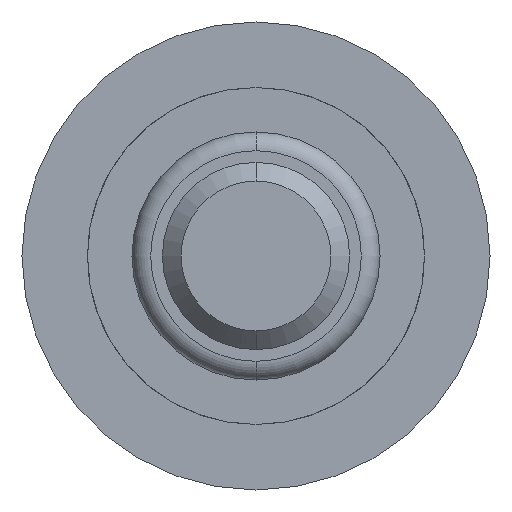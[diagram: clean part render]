
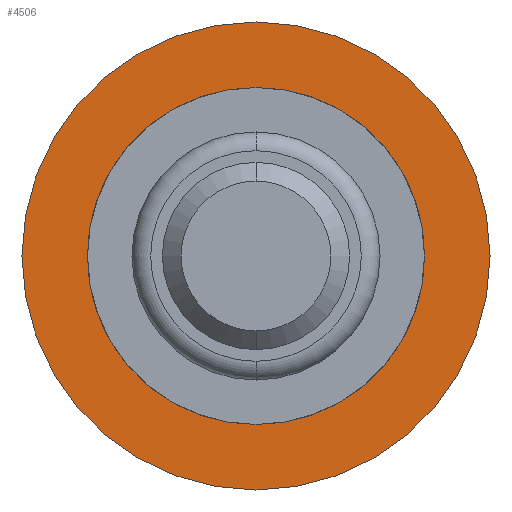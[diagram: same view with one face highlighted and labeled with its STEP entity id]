
A CAD part, front view. The second image highlights one B-rep face of the part: STEP entity #4506.
In plain terms, the highlighted planar face has unit normal (0, -1, 0).
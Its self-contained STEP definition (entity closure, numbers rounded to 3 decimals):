
#15 = CARTESIAN_POINT ( 'NONE',  ( 0., 5.5, 0. ) ) ;
#85 = DIRECTION ( 'NONE',  ( 0.839, 0., -0.545 ) ) ;
#239 = VECTOR ( 'NONE', #2575, 1000. ) ;
#245 = ORIENTED_EDGE ( 'NONE', *, *, #3793, .F. ) ;
#299 = CIRCLE ( 'NONE', #3666, 2.5 ) ;
#339 = DIRECTION ( 'NONE',  ( 0., 0., 1. ) ) ;
#375 = DIRECTION ( 'NONE',  ( -0.839, 0., 0.545 ) ) ;
#502 = LINE ( 'NONE', #4002, #1500 ) ;
#617 = DIRECTION ( 'NONE',  ( 0., 1., 0. ) ) ;
#680 = VERTEX_POINT ( 'NONE', #4286 ) ;
#921 = CARTESIAN_POINT ( 'NONE',  ( 1.655, 5.5, 0. ) ) ;
#1073 = DIRECTION ( 'NONE',  ( 0., 1., 0. ) ) ;
#1093 = AXIS2_PLACEMENT_3D ( 'NONE', #4679, #2844, #2872 ) ;
#1239 = FACE_BOUND ( 'NONE', #3339, .T. ) ;
#1273 = VERTEX_POINT ( 'NONE', #1705 ) ;
#1289 = CIRCLE ( 'NONE', #1380, 2.5 ) ;
#1380 = AXIS2_PLACEMENT_3D ( 'NONE', #15, #1073, #339 ) ;
#1500 = VECTOR ( 'NONE', #375, 1000. ) ;
#1699 = LINE ( 'NONE', #2057, #4288 ) ;
#1705 = CARTESIAN_POINT ( 'NONE',  ( 0., 5.5, -2.5 ) ) ;
#1742 = LINE ( 'NONE', #4054, #2324 ) ;
#1897 = CARTESIAN_POINT ( 'NONE',  ( -1.655, 5.5, 0. ) ) ;
#2008 = EDGE_CURVE ( 'Defeature ausgef�hrt3_32+Defeature ausgef�hrt3_24+Defeature ausgef�hrt3_24+Defeature ausgef�hrt3_24', #1273, #3862, #1289, .T. ) ;
#2057 = CARTESIAN_POINT ( 'NONE',  ( -1.655, 5.5, 0. ) ) ;
#2111 = ORIENTED_EDGE ( 'NONE', *, *, #4570, .F. ) ;
#2119 = EDGE_CURVE ( 'Defeature ausgef�hrt3_26+Defeature ausgef�hrt3_24+Defeature ausgef�hrt3_27+Defeature ausgef�hrt3_25', #3701, #4662, #1742, .T. ) ;
#2167 = CARTESIAN_POINT ( 'NONE',  ( 0., 5.5, -1.075 ) ) ;
#2324 = VECTOR ( 'NONE', #85, 1000. ) ;
#2435 = CARTESIAN_POINT ( 'NONE',  ( 0., 5.5, 2.5 ) ) ;
#2488 = LINE ( 'NONE', #4001, #239 ) ;
#2575 = DIRECTION ( 'NONE',  ( 0.839, 0., 0.545 ) ) ;
#2784 = CARTESIAN_POINT ( 'NONE',  ( 0., 5.5, 0. ) ) ;
#2844 = DIRECTION ( 'NONE',  ( 0., -1., 0. ) ) ;
#2872 = DIRECTION ( 'NONE',  ( 0., 0., 1. ) ) ;
#3339 = EDGE_LOOP ( 'NONE', ( #3369, #245, #3398, #2111 ) ) ;
#3369 = ORIENTED_EDGE ( 'NONE', *, *, #2119, .F. ) ;
#3398 = ORIENTED_EDGE ( 'NONE', *, *, #3534, .F. ) ;
#3528 = DIRECTION ( 'NONE',  ( 0., 0., 1. ) ) ;
#3534 = EDGE_CURVE ( 'Defeature ausgef�hrt3_28+Defeature ausgef�hrt3_24+Defeature ausgef�hrt3_25+Defeature ausgef�hrt3_27', #4223, #680, #502, .T. ) ;
#3614 = PLANE ( 'NONE',  #1093 ) ;
#3649 = FACE_OUTER_BOUND ( 'NONE', #3895, .T. ) ;
#3666 = AXIS2_PLACEMENT_3D ( 'NONE', #2784, #617, #3528 ) ;
#3701 = VERTEX_POINT ( 'NONE', #1897 ) ;
#3744 = ORIENTED_EDGE ( 'NONE', *, *, #3850, .F. ) ;
#3793 = EDGE_CURVE ( 'Defeature ausgef�hrt3_27+Defeature ausgef�hrt3_24+Defeature ausgef�hrt3_28+Defeature ausgef�hrt3_26', #680, #3701, #1699, .T. ) ;
#3850 = EDGE_CURVE ( 'Defeature ausgef�hrt3_32+Defeature ausgef�hrt3_24+Defeature ausgef�hrt3_24+Defeature ausgef�hrt3_24', #3862, #1273, #299, .T. ) ;
#3862 = VERTEX_POINT ( 'NONE', #2435 ) ;
#3895 = EDGE_LOOP ( 'NONE', ( #3744, #4615 ) ) ;
#4001 = CARTESIAN_POINT ( 'NONE',  ( 1.655, 5.5, 0. ) ) ;
#4002 = CARTESIAN_POINT ( 'NONE',  ( 0., 5.5, 1.075 ) ) ;
#4054 = CARTESIAN_POINT ( 'NONE',  ( 0., 5.5, -1.075 ) ) ;
#4223 = VERTEX_POINT ( 'NONE', #921 ) ;
#4286 = CARTESIAN_POINT ( 'NONE',  ( 0., 5.5, 1.075 ) ) ;
#4288 = VECTOR ( 'NONE', #4559, 1000. ) ;
#4506 = ADVANCED_FACE ( 'Defeature ausgef�hrt3_24', ( #3649, #1239 ), #3614, .T. ) ;
#4559 = DIRECTION ( 'NONE',  ( -0.839, 0., -0.545 ) ) ;
#4570 = EDGE_CURVE ( 'Defeature ausgef�hrt3_25+Defeature ausgef�hrt3_24+Defeature ausgef�hrt3_26+Defeature ausgef�hrt3_28', #4662, #4223, #2488, .T. ) ;
#4615 = ORIENTED_EDGE ( 'NONE', *, *, #2008, .F. ) ;
#4662 = VERTEX_POINT ( 'NONE', #2167 ) ;
#4679 = CARTESIAN_POINT ( 'NONE',  ( 0., 5.5, 0. ) ) ;
